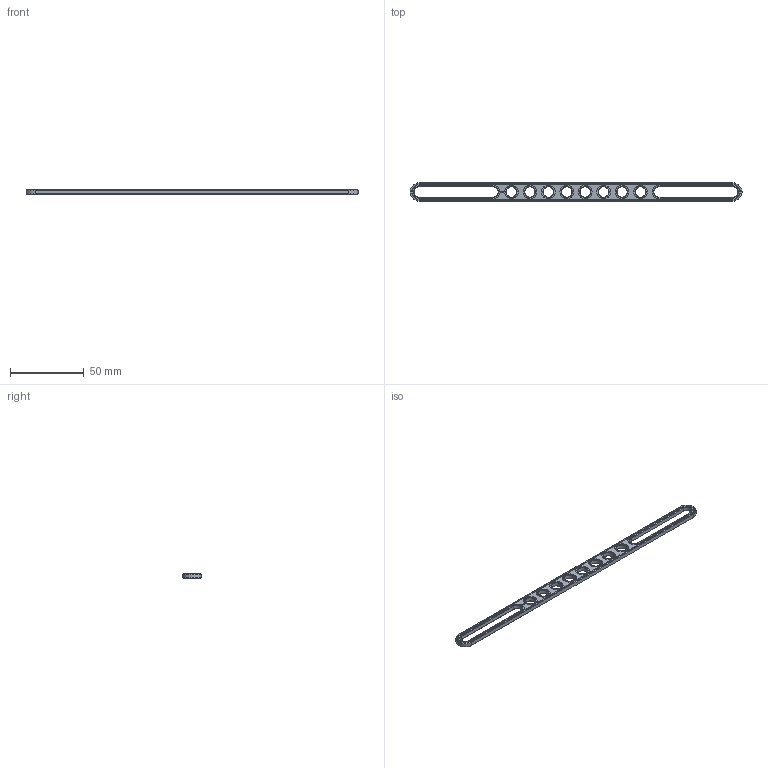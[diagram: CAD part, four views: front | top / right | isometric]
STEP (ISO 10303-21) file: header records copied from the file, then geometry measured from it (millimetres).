
FILE_DESCRIPTION(('FreeCAD Model'),'2;1');
FILE_NAME('Open CASCADE Shape Model','2023-01-08T23:29:10',(''),(''), 'Open CASCADE STEP processor 7.6','FreeCAD','Unknown');
FILE_SCHEMA(('AUTOMOTIVE_DESIGN { 1 0 10303 214 1 1 1 1 }'));
Length unit declared in the file: millimetre
Products named in the file (1): Brace STR SLT BE ERR BU18x01x00.25x05 - SPN-BRC-0352 (stemfie.org)
Bounding box: 225 x 12.5 x 3.12 mm (x, y, z)
Volume: 5076.6 mm3; surface area: 6032.9 mm2
Topology: 1 solids, 1 shells, 623 faces, 1702 edges, 1124 vertices
Faces by surface type: plane 351, extrusion 216, cone 28, cylinder 28
Full cylindrical faces by diameter (mm): 7 x8, 9.2 x8
Entity records: 43333 total; most frequent: CARTESIAN_POINT 10873, DIRECTION 5134, VECTOR 4084, LINE 3868, ORIENTED_EDGE 3404, PCURVE 3404, DEFINITIONAL_REPRESENTATION 3404, EDGE_CURVE 1702
